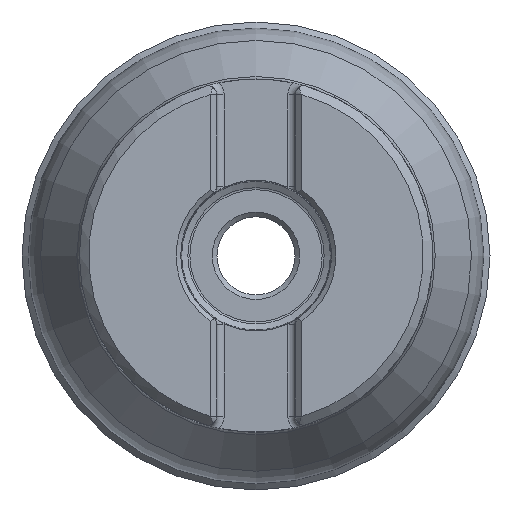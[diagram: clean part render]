
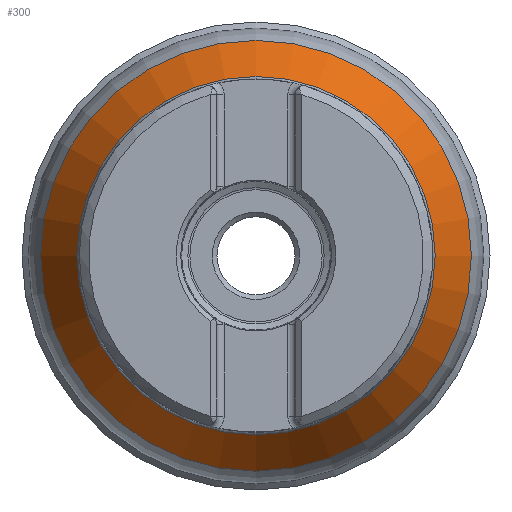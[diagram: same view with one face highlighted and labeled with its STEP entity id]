
A CAD part, top view. The second image highlights one B-rep face of the part: STEP entity #300.
In plain terms, the highlighted conical face has half-angle 30 degrees and reference radius 19 mm.
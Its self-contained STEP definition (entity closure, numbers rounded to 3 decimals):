
#79=CONICAL_SURFACE('',#1241,19.,30.);
#300=ADVANCED_FACE('',(#403,#404),#79,.T.);
#403=FACE_BOUND('',#472,.T.);
#404=FACE_BOUND('',#473,.T.);
#472=EDGE_LOOP('',(#610));
#473=EDGE_LOOP('',(#611));
#610=ORIENTED_EDGE('',*,*,#1016,.T.);
#611=ORIENTED_EDGE('',*,*,#1017,.T.);
#906=VERTEX_POINT('',#1952);
#907=VERTEX_POINT('',#1954);
#1016=EDGE_CURVE('',#906,#906,#1154,.T.);
#1017=EDGE_CURVE('',#907,#907,#1155,.T.);
#1154=CIRCLE('',#1239,19.268);
#1155=CIRCLE('',#1240,23.16);
#1239=AXIS2_PLACEMENT_3D('',#1951,#1441,#1442);
#1240=AXIS2_PLACEMENT_3D('',#1953,#1443,#1444);
#1241=AXIS2_PLACEMENT_3D('',#1955,#1445,#1446);
#1441=DIRECTION('',(0.,0.,-1.));
#1442=DIRECTION('',(-1.,0.,0.));
#1443=DIRECTION('',(0.,0.,1.));
#1444=DIRECTION('',(1.,0.,0.));
#1445=DIRECTION('',(0.,0.,-1.));
#1446=DIRECTION('',(-1.,0.,0.));
#1951=CARTESIAN_POINT('',(0.,0.,-14.464));
#1952=CARTESIAN_POINT('',(-19.268,0.,-14.464));
#1953=CARTESIAN_POINT('',(0.,0.,-21.206));
#1954=CARTESIAN_POINT('',(23.16,0.,-21.206));
#1955=CARTESIAN_POINT('',(0.,0.,-14.));
